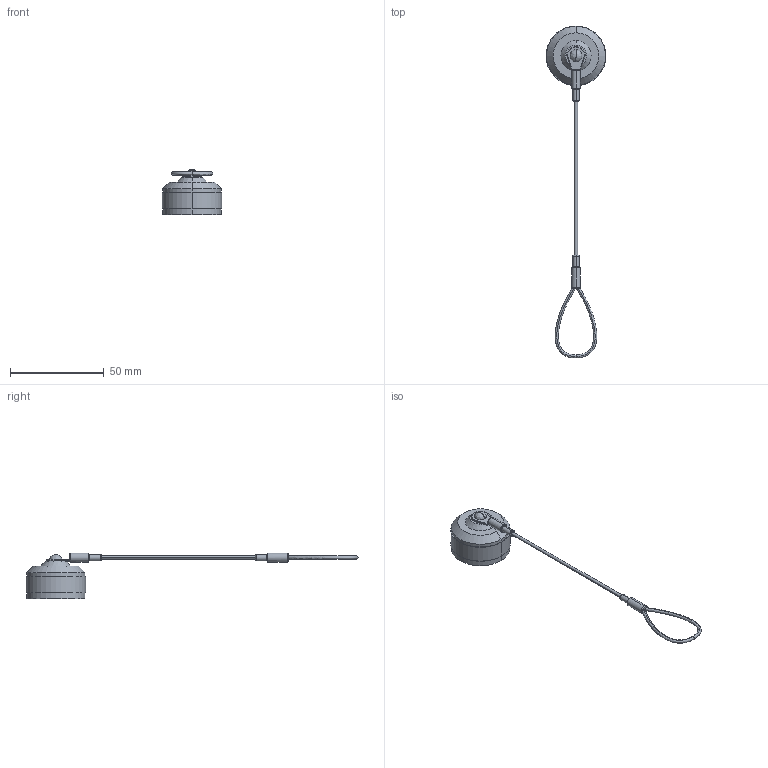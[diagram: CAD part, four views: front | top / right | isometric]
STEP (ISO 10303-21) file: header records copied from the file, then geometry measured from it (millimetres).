
FILE_DESCRIPTION (( 'STEP AP214' ), '1' );
FILE_NAME ('ECRU5209U00.STEP', '2018-02-12T15:15:20', ( '' ), ( '' ), 'SwSTEP 2.0', 'SolidWorks 2017', '' );
FILE_SCHEMA (( 'AUTOMOTIVE_DESIGN' ));
Length unit declared in the file: inch
Products named in the file (3): ECRU5209U00; 3AB10-041-MA1; 3AB10-038
Assembly tree (2 placements, depth 2):
  ECRU5209U00
    3AB10-038
    3AB10-041-MA1
Bounding box: 31.75 x 176.85 x 24.31 mm (x, y, z)
Volume: 8713.4 mm3; surface area: 6170.8 mm2
Topology: 3 solids, 3 shells, 103 faces, 240 edges, 149 vertices
Faces by surface type: cylinder 43, plane 21, torus 20, bspline 11, cone 8
Entity records: 5422 total; most frequent: CARTESIAN_POINT 2532, ORIENTED_EDGE 476, DIRECTION 468, EDGE_CURVE 238, AXIS2_PLACEMENT_3D 203, VERTEX_POINT 149, EDGE_LOOP 115, CIRCLE 106
